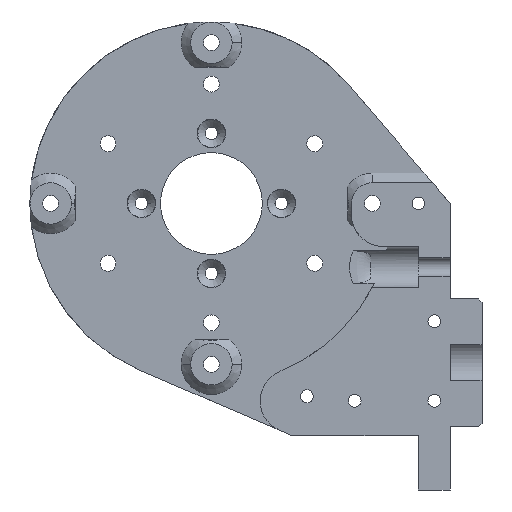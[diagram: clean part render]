
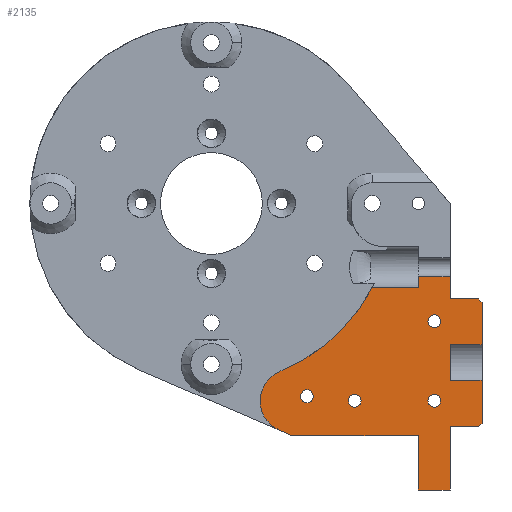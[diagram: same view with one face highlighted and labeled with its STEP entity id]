
A CAD part, left-side view. The second image highlights one B-rep face of the part: STEP entity #2135.
In plain terms, the highlighted planar face has unit normal (-1, 0, 0).
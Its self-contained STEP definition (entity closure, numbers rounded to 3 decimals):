
#1=DIRECTION('',(0.,0.919,0.395));
#2=VECTOR('',#1,4.487);
#3=CARTESIAN_POINT('',(3.,-25.469,-73.));
#4=LINE('',#3,#2);
#91=CARTESIAN_POINT('',(3.,-70.,-62.));
#92=DIRECTION('',(-1.,0.,0.));
#93=DIRECTION('',(0.,-1.,0.));
#94=AXIS2_PLACEMENT_3D('',#91,#92,#93);
#96=CARTESIAN_POINT('',(3.,-70.,-62.));
#97=DIRECTION('',(-1.,0.,0.));
#98=DIRECTION('',(0.,1.,0.));
#99=AXIS2_PLACEMENT_3D('',#96,#97,#98);
#101=CARTESIAN_POINT('',(3.,-45.,-62.));
#102=DIRECTION('',(-1.,0.,0.));
#103=DIRECTION('',(0.,-1.,0.));
#104=AXIS2_PLACEMENT_3D('',#101,#102,#103);
#106=CARTESIAN_POINT('',(3.,-45.,-62.));
#107=DIRECTION('',(-1.,0.,0.));
#108=DIRECTION('',(0.,1.,0.));
#109=AXIS2_PLACEMENT_3D('',#106,#107,#108);
#111=CARTESIAN_POINT('',(3.,-70.,-37.));
#112=DIRECTION('',(-1.,0.,0.));
#113=DIRECTION('',(0.,-1.,0.));
#114=AXIS2_PLACEMENT_3D('',#111,#112,#113);
#116=CARTESIAN_POINT('',(3.,-70.,-37.));
#117=DIRECTION('',(-1.,0.,0.));
#118=DIRECTION('',(0.,1.,0.));
#119=AXIS2_PLACEMENT_3D('',#116,#117,#118);
#149=CARTESIAN_POINT('',(3.,-30.,-60.55));
#150=DIRECTION('',(-1.,0.,0.));
#151=DIRECTION('',(0.,-1.,0.));
#152=AXIS2_PLACEMENT_3D('',#149,#150,#151);
#154=CARTESIAN_POINT('',(3.,-30.,-60.55));
#155=DIRECTION('',(-1.,0.,0.));
#156=DIRECTION('',(0.,1.,0.));
#157=AXIS2_PLACEMENT_3D('',#154,#155,#156);
#948=DIRECTION('',(0.,0.,1.));
#949=VECTOR('',#948,3.5);
#950=CARTESIAN_POINT('',(3.,-65.,-26.5));
#951=LINE('',#950,#949);
#969=DIRECTION('',(0.,-1.,0.));
#970=VECTOR('',#969,14.535);
#971=CARTESIAN_POINT('',(3.,-50.465,-26.5));
#972=LINE('',#971,#970);
#977=CARTESIAN_POINT('',(3.,0.,0.));
#978=DIRECTION('',(-1.,0.,0.));
#979=DIRECTION('',(0.,-0.378,-0.926));
#980=AXIS2_PLACEMENT_3D('',#977,#978,#979);
#1026=CARTESIAN_POINT('',(3.,-25.297,-62.041));
#1027=DIRECTION('',(1.,0.,0.));
#1028=DIRECTION('',(0.,0.395,-0.919));
#1029=AXIS2_PLACEMENT_3D('',#1026,#1027,#1028);
#1132=DIRECTION('',(0.,0.,-1.));
#1133=VECTOR('',#1132,6.4);
#1134=CARTESIAN_POINT('',(3.,-75.,-23.));
#1135=LINE('',#1134,#1133);
#1144=CARTESIAN_POINT('',(3.,-75.6,-29.4));
#1145=DIRECTION('',(1.,0.,0.));
#1146=DIRECTION('',(0.,0.,-1.));
#1147=AXIS2_PLACEMENT_3D('',#1144,#1145,#1146);
#1154=DIRECTION('',(0.,-1.,0.));
#1155=VECTOR('',#1154,8.4);
#1156=CARTESIAN_POINT('',(3.,-75.6,-30.));
#1157=LINE('',#1156,#1155);
#1170=DIRECTION('',(0.,0.707,0.707));
#1171=VECTOR('',#1170,1.414);
#1172=CARTESIAN_POINT('',(3.,-85.,-31.));
#1173=LINE('',#1172,#1171);
#1178=DIRECTION('',(0.,0.,-1.));
#1179=VECTOR('',#1178,13.41);
#1180=CARTESIAN_POINT('',(3.,-85.,-31.));
#1181=LINE('',#1180,#1179);
#1194=DIRECTION('',(0.,0.,-1.));
#1195=VECTOR('',#1194,13.41);
#1196=CARTESIAN_POINT('',(3.,-85.,-55.59));
#1197=LINE('',#1196,#1195);
#1198=DIRECTION('',(0.,-0.707,0.707));
#1199=VECTOR('',#1198,1.414);
#1200=CARTESIAN_POINT('',(3.,-84.,-70.));
#1201=LINE('',#1200,#1199);
#1206=DIRECTION('',(0.,1.,0.));
#1207=VECTOR('',#1206,8.4);
#1208=CARTESIAN_POINT('',(3.,-84.,-70.));
#1209=LINE('',#1208,#1207);
#1222=CARTESIAN_POINT('',(3.,-75.6,-70.6));
#1223=DIRECTION('',(1.,0.,0.));
#1224=DIRECTION('',(0.,1.,0.));
#1225=AXIS2_PLACEMENT_3D('',#1222,#1223,#1224);
#1242=DIRECTION('',(0.,0.,-1.));
#1243=VECTOR('',#1242,19.4);
#1244=CARTESIAN_POINT('',(3.,-75.,-70.6));
#1245=LINE('',#1244,#1243);
#1271=DIRECTION('',(0.,0.,1.));
#1272=VECTOR('',#1271,17.);
#1273=CARTESIAN_POINT('',(3.,-65.,-90.));
#1274=LINE('',#1273,#1272);
#1284=DIRECTION('',(0.,1.,0.));
#1285=VECTOR('',#1284,10.);
#1286=CARTESIAN_POINT('',(3.,-75.,-90.));
#1287=LINE('',#1286,#1285);
#1300=DIRECTION('',(0.,1.,0.));
#1301=VECTOR('',#1300,39.531);
#1302=CARTESIAN_POINT('',(3.,-65.,-73.));
#1303=LINE('',#1302,#1301);
#1308=DIRECTION('',(0.,-1.,0.));
#1309=VECTOR('',#1308,10.);
#1310=CARTESIAN_POINT('',(3.,-75.,-55.59));
#1311=LINE('',#1310,#1309);
#1317=DIRECTION('',(0.,-1.,0.));
#1318=VECTOR('',#1317,10.);
#1319=CARTESIAN_POINT('',(3.,-75.,-44.41));
#1320=LINE('',#1319,#1318);
#1326=DIRECTION('',(0.,0.,1.));
#1327=VECTOR('',#1326,11.18);
#1328=CARTESIAN_POINT('',(3.,-75.,-55.59));
#1329=LINE('',#1328,#1327);
#1330=DIRECTION('',(0.,-1.,0.));
#1331=VECTOR('',#1330,10.);
#1332=CARTESIAN_POINT('',(3.,-65.,-23.));
#1333=LINE('',#1332,#1331);
#1790=CARTESIAN_POINT('',(3.,-25.469,-73.));
#1791=CARTESIAN_POINT('',(3.,-21.347,-71.227));
#1792=VERTEX_POINT('',#1790);
#1793=VERTEX_POINT('',#1791);
#1794=CARTESIAN_POINT('',(3.,-75.,-23.));
#1795=CARTESIAN_POINT('',(3.,-75.,-29.4));
#1796=VERTEX_POINT('',#1794);
#1797=VERTEX_POINT('',#1795);
#1798=CARTESIAN_POINT('',(3.,-75.6,-30.));
#1799=CARTESIAN_POINT('',(3.,-84.,-30.));
#1800=VERTEX_POINT('',#1798);
#1801=VERTEX_POINT('',#1799);
#1802=CARTESIAN_POINT('',(3.,-85.,-31.));
#1803=CARTESIAN_POINT('',(3.,-85.,-44.41));
#1804=VERTEX_POINT('',#1802);
#1805=VERTEX_POINT('',#1803);
#1806=CARTESIAN_POINT('',(3.,-85.,-55.59));
#1807=CARTESIAN_POINT('',(3.,-85.,-69.));
#1808=VERTEX_POINT('',#1806);
#1809=VERTEX_POINT('',#1807);
#1810=CARTESIAN_POINT('',(3.,-84.,-70.));
#1811=CARTESIAN_POINT('',(3.,-75.6,-70.));
#1812=VERTEX_POINT('',#1810);
#1813=VERTEX_POINT('',#1811);
#1814=CARTESIAN_POINT('',(3.,-75.,-70.6));
#1815=CARTESIAN_POINT('',(3.,-75.,-90.));
#1816=VERTEX_POINT('',#1814);
#1817=VERTEX_POINT('',#1815);
#1818=CARTESIAN_POINT('',(3.,-65.,-90.));
#1819=VERTEX_POINT('',#1818);
#1820=CARTESIAN_POINT('',(3.,-21.522,-52.781));
#1821=CARTESIAN_POINT('',(3.,-50.465,-26.5));
#1822=VERTEX_POINT('',#1820);
#1823=VERTEX_POINT('',#1821);
#1824=CARTESIAN_POINT('',(3.,-65.,-73.));
#1825=VERTEX_POINT('',#1824);
#1826=CARTESIAN_POINT('',(3.,-75.,-55.59));
#1827=CARTESIAN_POINT('',(3.,-75.,-44.41));
#1828=VERTEX_POINT('',#1826);
#1829=VERTEX_POINT('',#1827);
#1834=CARTESIAN_POINT('',(3.,-65.,-26.5));
#1835=CARTESIAN_POINT('',(3.,-65.,-23.));
#1836=VERTEX_POINT('',#1834);
#1837=VERTEX_POINT('',#1835);
#1880=CARTESIAN_POINT('',(3.,-72.,-62.));
#1881=CARTESIAN_POINT('',(3.,-68.,-62.));
#1882=VERTEX_POINT('',#1880);
#1883=VERTEX_POINT('',#1881);
#1884=CARTESIAN_POINT('',(3.,-47.,-62.));
#1885=CARTESIAN_POINT('',(3.,-43.,-62.));
#1886=VERTEX_POINT('',#1884);
#1887=VERTEX_POINT('',#1885);
#1888=CARTESIAN_POINT('',(3.,-72.,-37.));
#1889=CARTESIAN_POINT('',(3.,-68.,-37.));
#1890=VERTEX_POINT('',#1888);
#1891=VERTEX_POINT('',#1889);
#1983=CARTESIAN_POINT('',(3.,-32.,-60.55));
#1984=CARTESIAN_POINT('',(3.,-28.,-60.55));
#1985=VERTEX_POINT('',#1983);
#1986=VERTEX_POINT('',#1984);
#2061=CARTESIAN_POINT('',(3.,0.,0.));
#2062=DIRECTION('',(-1.,0.,0.));
#2063=DIRECTION('',(0.,-1.,0.));
#2064=AXIS2_PLACEMENT_3D('',#2061,#2062,#2063);
#2065=PLANE('',#2064);
#2066=ORIENTED_EDGE('',*,*,#1992,.T.);
#2068=ORIENTED_EDGE('',*,*,#2067,.T.);
#2070=ORIENTED_EDGE('',*,*,#2069,.T.);
#2072=ORIENTED_EDGE('',*,*,#2071,.T.);
#2074=ORIENTED_EDGE('',*,*,#2073,.T.);
#2076=ORIENTED_EDGE('',*,*,#2075,.T.);
#2078=ORIENTED_EDGE('',*,*,#2077,.T.);
#2080=ORIENTED_EDGE('',*,*,#2079,.F.);
#2082=ORIENTED_EDGE('',*,*,#2081,.T.);
#2084=ORIENTED_EDGE('',*,*,#2083,.F.);
#2086=ORIENTED_EDGE('',*,*,#2085,.T.);
#2088=ORIENTED_EDGE('',*,*,#2087,.F.);
#2090=ORIENTED_EDGE('',*,*,#2089,.F.);
#2092=ORIENTED_EDGE('',*,*,#2091,.T.);
#2094=ORIENTED_EDGE('',*,*,#2093,.T.);
#2096=ORIENTED_EDGE('',*,*,#2095,.F.);
#2098=ORIENTED_EDGE('',*,*,#2097,.T.);
#2100=ORIENTED_EDGE('',*,*,#2099,.F.);
#2102=ORIENTED_EDGE('',*,*,#2101,.T.);
#2104=ORIENTED_EDGE('',*,*,#2103,.T.);
#2106=ORIENTED_EDGE('',*,*,#2105,.T.);
#2108=ORIENTED_EDGE('',*,*,#2107,.T.);
#2109=EDGE_LOOP('',(#2066,#2068,#2070,#2072,#2074,#2076,#2078,#2080,#2082,#2084,
#2086,#2088,#2090,#2092,#2094,#2096,#2098,#2100,#2102,#2104,#2106,#2108));
#2110=FACE_OUTER_BOUND('',#2109,.F.);
#2112=ORIENTED_EDGE('',*,*,#2111,.T.);
#2114=ORIENTED_EDGE('',*,*,#2113,.T.);
#2115=EDGE_LOOP('',(#2112,#2114));
#2116=FACE_BOUND('',#2115,.F.);
#2118=ORIENTED_EDGE('',*,*,#2117,.T.);
#2120=ORIENTED_EDGE('',*,*,#2119,.T.);
#2121=EDGE_LOOP('',(#2118,#2120));
#2122=FACE_BOUND('',#2121,.F.);
#2124=ORIENTED_EDGE('',*,*,#2123,.T.);
#2126=ORIENTED_EDGE('',*,*,#2125,.T.);
#2127=EDGE_LOOP('',(#2124,#2126));
#2128=FACE_BOUND('',#2127,.F.);
#2130=ORIENTED_EDGE('',*,*,#2129,.T.);
#2132=ORIENTED_EDGE('',*,*,#2131,.T.);
#2133=EDGE_LOOP('',(#2130,#2132));
#2134=FACE_BOUND('',#2133,.F.);
#2135=ADVANCED_FACE('',(#2110,#2116,#2122,#2128,#2134),#2065,.T.);
#95=CIRCLE('',#94,2.);
#100=CIRCLE('',#99,2.);
#105=CIRCLE('',#104,2.);
#110=CIRCLE('',#109,2.);
#115=CIRCLE('',#114,2.);
#120=CIRCLE('',#119,2.);
#153=CIRCLE('',#152,2.);
#158=CIRCLE('',#157,2.);
#981=CIRCLE('',#980,57.);
#1030=CIRCLE('',#1029,10.);
#1148=CIRCLE('',#1147,0.6);
#1226=CIRCLE('',#1225,0.6);
#1992=EDGE_CURVE('',#1792,#1793,#4,.T.);
#2067=EDGE_CURVE('',#1793,#1822,#1030,.T.);
#2069=EDGE_CURVE('',#1822,#1823,#981,.T.);
#2071=EDGE_CURVE('',#1823,#1836,#972,.T.);
#2073=EDGE_CURVE('',#1836,#1837,#951,.T.);
#2075=EDGE_CURVE('',#1837,#1796,#1333,.T.);
#2077=EDGE_CURVE('',#1796,#1797,#1135,.T.);
#2079=EDGE_CURVE('',#1800,#1797,#1148,.T.);
#2081=EDGE_CURVE('',#1800,#1801,#1157,.T.);
#2083=EDGE_CURVE('',#1804,#1801,#1173,.T.);
#2085=EDGE_CURVE('',#1804,#1805,#1181,.T.);
#2087=EDGE_CURVE('',#1829,#1805,#1320,.T.);
#2089=EDGE_CURVE('',#1828,#1829,#1329,.T.);
#2091=EDGE_CURVE('',#1828,#1808,#1311,.T.);
#2093=EDGE_CURVE('',#1808,#1809,#1197,.T.);
#2095=EDGE_CURVE('',#1812,#1809,#1201,.T.);
#2097=EDGE_CURVE('',#1812,#1813,#1209,.T.);
#2099=EDGE_CURVE('',#1816,#1813,#1226,.T.);
#2101=EDGE_CURVE('',#1816,#1817,#1245,.T.);
#2103=EDGE_CURVE('',#1817,#1819,#1287,.T.);
#2105=EDGE_CURVE('',#1819,#1825,#1274,.T.);
#2107=EDGE_CURVE('',#1825,#1792,#1303,.T.);
#2111=EDGE_CURVE('',#1882,#1883,#95,.T.);
#2113=EDGE_CURVE('',#1883,#1882,#100,.T.);
#2117=EDGE_CURVE('',#1886,#1887,#105,.T.);
#2119=EDGE_CURVE('',#1887,#1886,#110,.T.);
#2123=EDGE_CURVE('',#1890,#1891,#115,.T.);
#2125=EDGE_CURVE('',#1891,#1890,#120,.T.);
#2129=EDGE_CURVE('',#1985,#1986,#153,.T.);
#2131=EDGE_CURVE('',#1986,#1985,#158,.T.);
